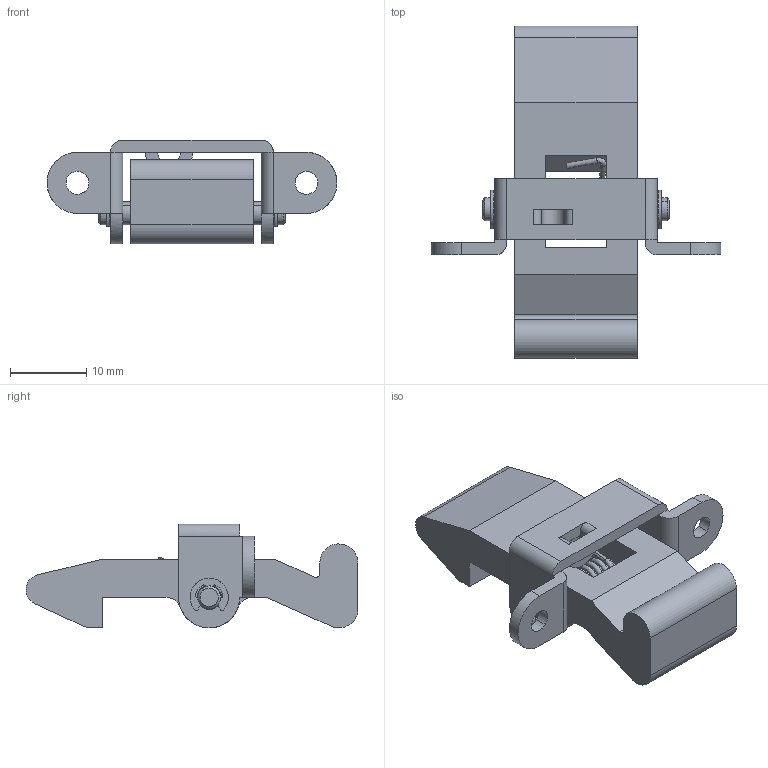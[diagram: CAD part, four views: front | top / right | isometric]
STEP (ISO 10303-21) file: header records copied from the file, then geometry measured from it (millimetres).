
FILE_DESCRIPTION((''),'2;1');
FILE_NAME('','2006-01-17T10:05:28',(''),(''),'','CADfix','');
FILE_SCHEMA(('AUTOMOTIVE_DESIGN'));
Length unit declared in the file: millimetre
Products named in the file (6): spring; retainer; shaft; latch; housing; TL_197_16070_36
Assembly tree (6 placements, depth 2):
  TL_197_16070_36
    spring
    retainer  x2
    shaft
    latch
    housing
Bounding box: 38 x 43.5 x 13.6 mm (x, y, z)
Volume: 4817.1 mm3; surface area: 4172 mm2
Topology: 6 solids, 6 shells, 155 faces, 529 edges, 387 vertices
Faces by surface type: bspline 155
Entity records: 9265 total; most frequent: CARTESIAN_POINT 6333, ORIENTED_EDGE 946, EDGE_CURVE 473, VERTEX_POINT 349, B_SPLINE_CURVE_WITH_KNOTS 276, QUASI_UNIFORM_CURVE 197, EDGE_LOOP 154, FACE_OUTER_BOUND 135
